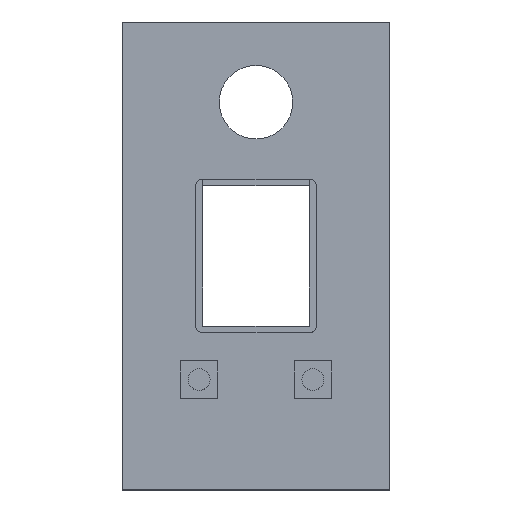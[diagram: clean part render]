
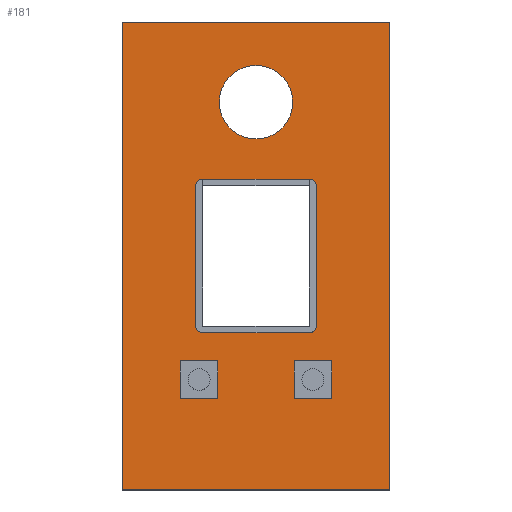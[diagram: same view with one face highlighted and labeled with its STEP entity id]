
A CAD part, top view. The second image highlights one B-rep face of the part: STEP entity #181.
In plain terms, the highlighted planar face has unit normal (0, 0, 1).
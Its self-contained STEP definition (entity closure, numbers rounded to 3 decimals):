
#24 = VERTEX_POINT('',#25);
#25 = CARTESIAN_POINT('',(-20.,35.,2.));
#31 = EDGE_CURVE('',#24,#32,#34,.T.);
#32 = VERTEX_POINT('',#33);
#33 = CARTESIAN_POINT('',(-20.,-35.,2.));
#34 = LINE('',#35,#36);
#35 = CARTESIAN_POINT('',(-20.,35.,2.));
#36 = VECTOR('',#37,1.);
#37 = DIRECTION('',(0.,-1.,0.));
#64 = VERTEX_POINT('',#65);
#65 = CARTESIAN_POINT('',(20.,35.,2.));
#71 = EDGE_CURVE('',#64,#24,#72,.T.);
#72 = LINE('',#73,#74);
#73 = CARTESIAN_POINT('',(20.,35.,2.));
#74 = VECTOR('',#75,1.);
#75 = DIRECTION('',(-1.,0.,0.));
#93 = EDGE_CURVE('',#32,#94,#96,.T.);
#94 = VERTEX_POINT('',#95);
#95 = CARTESIAN_POINT('',(20.,-35.,2.));
#96 = LINE('',#97,#98);
#97 = CARTESIAN_POINT('',(-20.,-35.,2.));
#98 = VECTOR('',#99,1.);
#99 = DIRECTION('',(1.,0.,0.));
#181 = ADVANCED_FACE('',(#182,#193,#227,#261,#331),#342,.T.);
#182 = FACE_BOUND('',#183,.T.);
#183 = EDGE_LOOP('',(#184,#185,#186,#192));
#184 = ORIENTED_EDGE('',*,*,#31,.T.);
#185 = ORIENTED_EDGE('',*,*,#93,.T.);
#186 = ORIENTED_EDGE('',*,*,#187,.T.);
#187 = EDGE_CURVE('',#94,#64,#188,.T.);
#188 = LINE('',#189,#190);
#189 = CARTESIAN_POINT('',(20.,-35.,2.));
#190 = VECTOR('',#191,1.);
#191 = DIRECTION('',(0.,1.,0.));
#192 = ORIENTED_EDGE('',*,*,#71,.T.);
#193 = FACE_BOUND('',#194,.T.);
#194 = EDGE_LOOP('',(#195,#205,#213,#221));
#195 = ORIENTED_EDGE('',*,*,#196,.F.);
#196 = EDGE_CURVE('',#197,#199,#201,.T.);
#197 = VERTEX_POINT('',#198);
#198 = CARTESIAN_POINT('',(-11.3,-15.7,2.));
#199 = VERTEX_POINT('',#200);
#200 = CARTESIAN_POINT('',(-11.3,-21.3,2.));
#201 = LINE('',#202,#203);
#202 = CARTESIAN_POINT('',(-11.3,-15.7,2.));
#203 = VECTOR('',#204,1.);
#204 = DIRECTION('',(0.,-1.,0.));
#205 = ORIENTED_EDGE('',*,*,#206,.F.);
#206 = EDGE_CURVE('',#207,#197,#209,.T.);
#207 = VERTEX_POINT('',#208);
#208 = CARTESIAN_POINT('',(-5.7,-15.7,2.));
#209 = LINE('',#210,#211);
#210 = CARTESIAN_POINT('',(-5.7,-15.7,2.));
#211 = VECTOR('',#212,1.);
#212 = DIRECTION('',(-1.,0.,0.));
#213 = ORIENTED_EDGE('',*,*,#214,.F.);
#214 = EDGE_CURVE('',#215,#207,#217,.T.);
#215 = VERTEX_POINT('',#216);
#216 = CARTESIAN_POINT('',(-5.7,-21.3,2.));
#217 = LINE('',#218,#219);
#218 = CARTESIAN_POINT('',(-5.7,-21.3,2.));
#219 = VECTOR('',#220,1.);
#220 = DIRECTION('',(0.,1.,0.));
#221 = ORIENTED_EDGE('',*,*,#222,.F.);
#222 = EDGE_CURVE('',#199,#215,#223,.T.);
#223 = LINE('',#224,#225);
#224 = CARTESIAN_POINT('',(-11.3,-21.3,2.));
#225 = VECTOR('',#226,1.);
#226 = DIRECTION('',(1.,0.,0.));
#227 = FACE_BOUND('',#228,.T.);
#228 = EDGE_LOOP('',(#229,#239,#247,#255));
#229 = ORIENTED_EDGE('',*,*,#230,.F.);
#230 = EDGE_CURVE('',#231,#233,#235,.T.);
#231 = VERTEX_POINT('',#232);
#232 = CARTESIAN_POINT('',(5.7,-15.7,2.));
#233 = VERTEX_POINT('',#234);
#234 = CARTESIAN_POINT('',(5.7,-21.3,2.));
#235 = LINE('',#236,#237);
#236 = CARTESIAN_POINT('',(5.7,-15.7,2.));
#237 = VECTOR('',#238,1.);
#238 = DIRECTION('',(0.,-1.,0.));
#239 = ORIENTED_EDGE('',*,*,#240,.F.);
#240 = EDGE_CURVE('',#241,#231,#243,.T.);
#241 = VERTEX_POINT('',#242);
#242 = CARTESIAN_POINT('',(11.3,-15.7,2.));
#243 = LINE('',#244,#245);
#244 = CARTESIAN_POINT('',(11.3,-15.7,2.));
#245 = VECTOR('',#246,1.);
#246 = DIRECTION('',(-1.,0.,0.));
#247 = ORIENTED_EDGE('',*,*,#248,.F.);
#248 = EDGE_CURVE('',#249,#241,#251,.T.);
#249 = VERTEX_POINT('',#250);
#250 = CARTESIAN_POINT('',(11.3,-21.3,2.));
#251 = LINE('',#252,#253);
#252 = CARTESIAN_POINT('',(11.3,-21.3,2.));
#253 = VECTOR('',#254,1.);
#254 = DIRECTION('',(0.,1.,0.));
#255 = ORIENTED_EDGE('',*,*,#256,.F.);
#256 = EDGE_CURVE('',#233,#249,#257,.T.);
#257 = LINE('',#258,#259);
#258 = CARTESIAN_POINT('',(5.7,-21.3,2.));
#259 = VECTOR('',#260,1.);
#260 = DIRECTION('',(1.,0.,0.));
#261 = FACE_BOUND('',#262,.T.);
#262 = EDGE_LOOP('',(#263,#273,#282,#290,#299,#307,#316,#324));
#263 = ORIENTED_EDGE('',*,*,#264,.F.);
#264 = EDGE_CURVE('',#265,#267,#269,.T.);
#265 = VERTEX_POINT('',#266);
#266 = CARTESIAN_POINT('',(-8.001,-11.499,2.));
#267 = VERTEX_POINT('',#268);
#268 = CARTESIAN_POINT('',(7.999,-11.515,2.));
#269 = LINE('',#270,#271);
#270 = CARTESIAN_POINT('',(-8.001,-11.499,2.));
#271 = VECTOR('',#272,1.);
#272 = DIRECTION('',(1.,-0.001,0.));
#273 = ORIENTED_EDGE('',*,*,#274,.T.);
#274 = EDGE_CURVE('',#265,#275,#277,.T.);
#275 = VERTEX_POINT('',#276);
#276 = CARTESIAN_POINT('',(-8.999,-10.5,2.));
#277 = CIRCLE('',#278,0.999);
#278 = AXIS2_PLACEMENT_3D('',#279,#280,#281);
#279 = CARTESIAN_POINT('',(-8.,-10.5,2.));
#280 = DIRECTION('',(0.,0.,-1.));
#281 = DIRECTION('',(1.,0.,0.));
#282 = ORIENTED_EDGE('',*,*,#283,.F.);
#283 = EDGE_CURVE('',#284,#275,#286,.T.);
#284 = VERTEX_POINT('',#285);
#285 = CARTESIAN_POINT('',(-8.998,10.501,2.));
#286 = LINE('',#287,#288);
#287 = CARTESIAN_POINT('',(-8.998,10.501,2.));
#288 = VECTOR('',#289,1.);
#289 = DIRECTION('',(0.,-1.,0.));
#290 = ORIENTED_EDGE('',*,*,#291,.T.);
#291 = EDGE_CURVE('',#284,#292,#294,.T.);
#292 = VERTEX_POINT('',#293);
#293 = CARTESIAN_POINT('',(-8.,11.5,2.));
#294 = CIRCLE('',#295,0.998);
#295 = AXIS2_PLACEMENT_3D('',#296,#297,#298);
#296 = CARTESIAN_POINT('',(-7.999,10.501,2.));
#297 = DIRECTION('',(-0.,-0.,-1.));
#298 = DIRECTION('',(0.,-1.,0.));
#299 = ORIENTED_EDGE('',*,*,#300,.F.);
#300 = EDGE_CURVE('',#301,#292,#303,.T.);
#301 = VERTEX_POINT('',#302);
#302 = CARTESIAN_POINT('',(8.,11.5,2.));
#303 = LINE('',#304,#305);
#304 = CARTESIAN_POINT('',(8.,11.5,2.));
#305 = VECTOR('',#306,1.);
#306 = DIRECTION('',(-1.,0.,0.));
#307 = ORIENTED_EDGE('',*,*,#308,.T.);
#308 = EDGE_CURVE('',#301,#309,#311,.T.);
#309 = VERTEX_POINT('',#310);
#310 = CARTESIAN_POINT('',(9.,10.501,2.));
#311 = CIRCLE('',#312,1.);
#312 = AXIS2_PLACEMENT_3D('',#313,#314,#315);
#313 = CARTESIAN_POINT('',(8.,10.5,2.));
#314 = DIRECTION('',(0.,0.,-1.));
#315 = DIRECTION('',(-1.,0.,0.));
#316 = ORIENTED_EDGE('',*,*,#317,.F.);
#317 = EDGE_CURVE('',#318,#309,#320,.T.);
#318 = VERTEX_POINT('',#319);
#319 = CARTESIAN_POINT('',(9.016,-10.498,2.));
#320 = LINE('',#321,#322);
#321 = CARTESIAN_POINT('',(9.016,-10.498,2.));
#322 = VECTOR('',#323,1.);
#323 = DIRECTION('',(-0.001,1.,0.));
#324 = ORIENTED_EDGE('',*,*,#325,.T.);
#325 = EDGE_CURVE('',#318,#267,#326,.T.);
#326 = CIRCLE('',#327,1.016);
#327 = AXIS2_PLACEMENT_3D('',#328,#329,#330);
#328 = CARTESIAN_POINT('',(8.,-10.499,2.));
#329 = DIRECTION('',(0.,0.,-1.));
#330 = DIRECTION('',(0.,1.,0.));
#331 = FACE_BOUND('',#332,.T.);
#332 = EDGE_LOOP('',(#333));
#333 = ORIENTED_EDGE('',*,*,#334,.F.);
#334 = EDGE_CURVE('',#335,#335,#337,.T.);
#335 = VERTEX_POINT('',#336);
#336 = CARTESIAN_POINT('',(5.5,23.,2.));
#337 = CIRCLE('',#338,5.5);
#338 = AXIS2_PLACEMENT_3D('',#339,#340,#341);
#339 = CARTESIAN_POINT('',(0.,23.,2.));
#340 = DIRECTION('',(0.,0.,1.));
#341 = DIRECTION('',(1.,0.,0.));
#342 = PLANE('',#343);
#343 = AXIS2_PLACEMENT_3D('',#344,#345,#346);
#344 = CARTESIAN_POINT('',(0.,2.038,2.));
#345 = DIRECTION('',(0.,0.,1.));
#346 = DIRECTION('',(1.,0.,0.));
